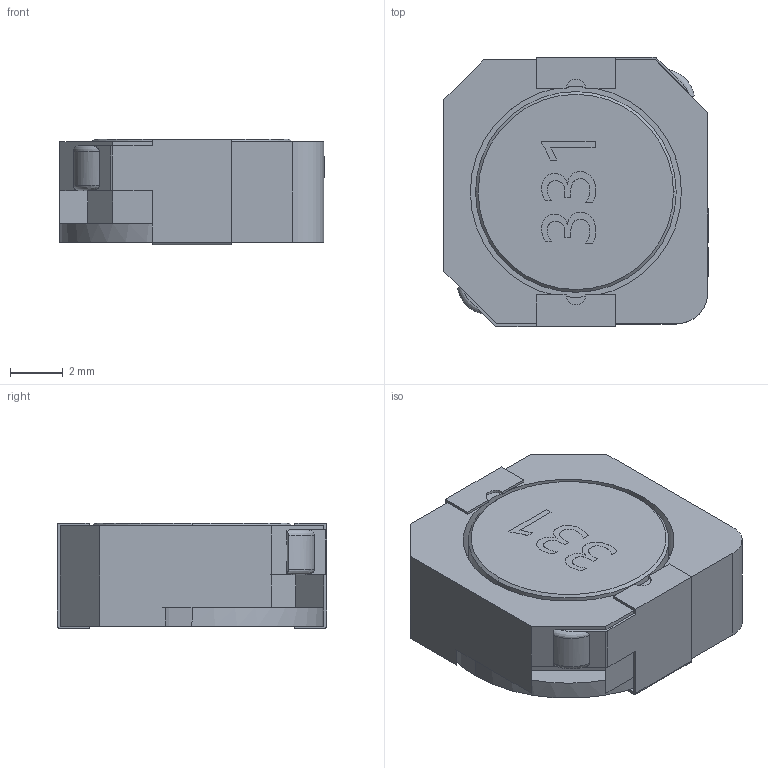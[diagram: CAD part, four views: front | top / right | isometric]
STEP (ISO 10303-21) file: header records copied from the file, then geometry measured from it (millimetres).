
FILE_DESCRIPTION (( 'STEP AP214' ), '1' );
FILE_NAME ('IND-SMD_L10.2-W10.0-H4.0_MS104R.step', '2022-07-08T23:25:10', ( '' ), ( '' ), 'SwSTEP 2.0', 'SolidWorks 2020', '' );
FILE_SCHEMA (( 'AUTOMOTIVE_DESIGN' ));
Length unit declared in the file: millimetre
Products named in the file (1): IND-SMD_L10.2-W10.0-H4.0_MS104R
Bounding box: 10.01 x 10.2 x 4 mm (x, y, z)
Volume: 346.9 mm3; surface area: 539 mm2
Topology: 3 solids, 3 shells, 423 faces, 1142 edges, 756 vertices
Faces by surface type: plane 256, bspline 150, cylinder 15, cone 2
Entity records: 20897 total; most frequent: CARTESIAN_POINT 6752, ORIENTED_EDGE 2284, DIRECTION 1412, EDGE_CURVE 1142, VECTOR 788, LINE 788, VERTEX_POINT 756, EDGE_LOOP 454
